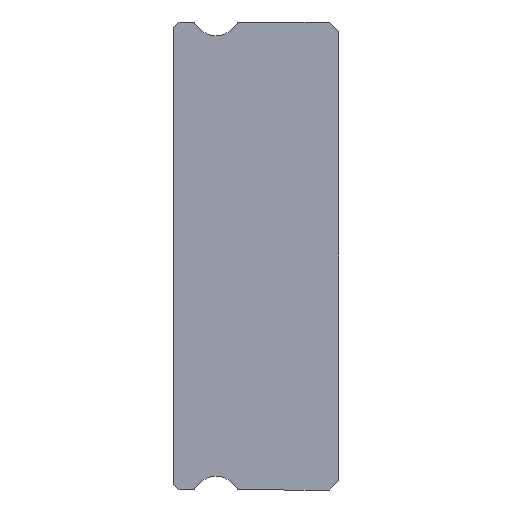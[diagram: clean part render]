
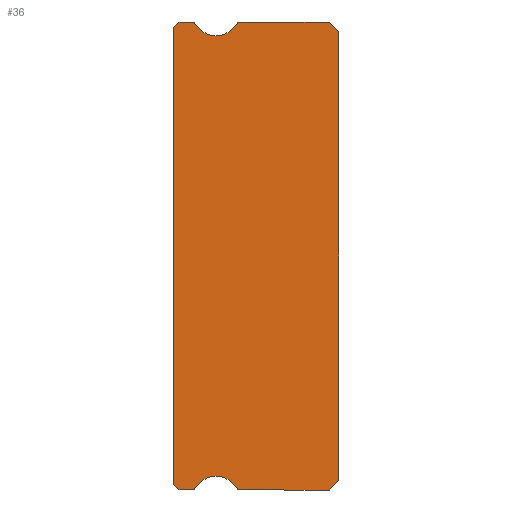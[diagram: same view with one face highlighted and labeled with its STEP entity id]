
A CAD part, left-side view. The second image highlights one B-rep face of the part: STEP entity #36.
In plain terms, the highlighted planar face has unit normal (-1, 0, 0).
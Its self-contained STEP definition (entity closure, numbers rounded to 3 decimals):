
#1 = CARTESIAN_POINT ( 'NONE',  ( -5., 8.2, 12. ) ) ;
#36 = ADVANCED_FACE ( 'NONE', ( #843 ), #751, .F. ) ;
#44 = CARTESIAN_POINT ( 'NONE',  ( -5., 7.383, -11.925 ) ) ;
#83 = DIRECTION ( 'NONE',  ( 1., 0., 0. ) ) ;
#88 = CARTESIAN_POINT ( 'NONE',  ( -5., 7.512, -12. ) ) ;
#89 = LINE ( 'NONE', #1, #263 ) ;
#95 = EDGE_CURVE ( 'NONE', #500, #223, #640, .T. ) ;
#101 = LINE ( 'NONE', #1051, #189 ) ;
#102 = EDGE_CURVE ( 'NONE', #687, #1120, #177, .T. ) ;
#112 = VERTEX_POINT ( 'NONE', #1076 ) ;
#118 = DIRECTION ( 'NONE',  ( 1., 0., 0. ) ) ;
#121 = CARTESIAN_POINT ( 'NONE',  ( -5., 7.383, 11.925 ) ) ;
#124 = VECTOR ( 'NONE', #431, 1000. ) ;
#134 = LINE ( 'NONE', #1113, #822 ) ;
#135 = ORIENTED_EDGE ( 'NONE', *, *, #95, .F. ) ;
#147 = DIRECTION ( 'NONE',  ( 1., 0., 0. ) ) ;
#153 = ORIENTED_EDGE ( 'NONE', *, *, #470, .F. ) ;
#157 = LINE ( 'NONE', #861, #1007 ) ;
#164 = CARTESIAN_POINT ( 'NONE',  ( -5., 0., 11.5 ) ) ;
#165 = CIRCLE ( 'NONE', #1013, 0.15 ) ;
#168 = ORIENTED_EDGE ( 'NONE', *, *, #926, .F. ) ;
#177 = CIRCLE ( 'NONE', #916, 0.15 ) ;
#181 = ORIENTED_EDGE ( 'NONE', *, *, #375, .F. ) ;
#183 = DIRECTION ( 'NONE',  ( 0., 0., -1. ) ) ;
#189 = VECTOR ( 'NONE', #1141, 1000. ) ;
#190 = CARTESIAN_POINT ( 'NONE',  ( -5., 7.512, -11.85 ) ) ;
#199 = CARTESIAN_POINT ( 'NONE',  ( -5., 8.2, -12. ) ) ;
#201 = EDGE_LOOP ( 'NONE', ( #135, #496, #942, #296, #153, #468, #866, #168, #503, #181, #252, #483, #995, #421, #408, #314, #987 ) ) ;
#205 = CARTESIAN_POINT ( 'NONE',  ( -5., 8.5, 11.7 ) ) ;
#211 = AXIS2_PLACEMENT_3D ( 'NONE', #884, #261, #710 ) ;
#220 = DIRECTION ( 'NONE',  ( 0., 0., -1. ) ) ;
#223 = VERTEX_POINT ( 'NONE', #205 ) ;
#224 = CARTESIAN_POINT ( 'NONE',  ( -5., 7.512, 12. ) ) ;
#227 = AXIS2_PLACEMENT_3D ( 'NONE', #808, #895, #553 ) ;
#233 = CARTESIAN_POINT ( 'NONE',  ( -5., 5.088, 12. ) ) ;
#236 = VERTEX_POINT ( 'NONE', #828 ) ;
#247 = CIRCLE ( 'NONE', #211, 1.25 ) ;
#251 = DIRECTION ( 'NONE',  ( 0., 0.707, -0.707 ) ) ;
#252 = ORIENTED_EDGE ( 'NONE', *, *, #815, .F. ) ;
#261 = DIRECTION ( 'NONE',  ( -1., 0., 0. ) ) ;
#263 = VECTOR ( 'NONE', #704, 1000. ) ;
#284 = EDGE_CURVE ( 'NONE', #846, #1050, #497, .T. ) ;
#293 = VERTEX_POINT ( 'NONE', #224 ) ;
#296 = ORIENTED_EDGE ( 'NONE', *, *, #102, .F. ) ;
#303 = VECTOR ( 'NONE', #251, 1000. ) ;
#314 = ORIENTED_EDGE ( 'NONE', *, *, #1011, .T. ) ;
#334 = VERTEX_POINT ( 'NONE', #233 ) ;
#339 = VERTEX_POINT ( 'NONE', #582 ) ;
#349 = CARTESIAN_POINT ( 'NONE',  ( -5., 0., -11.5 ) ) ;
#357 = AXIS2_PLACEMENT_3D ( 'NONE', #886, #1064, #875 ) ;
#366 = CARTESIAN_POINT ( 'NONE',  ( -5., 5.088, -11.85 ) ) ;
#370 = EDGE_CURVE ( 'NONE', #429, #334, #956, .T. ) ;
#375 = EDGE_CURVE ( 'NONE', #112, #655, #157, .T. ) ;
#392 = EDGE_CURVE ( 'NONE', #236, #655, #955, .T. ) ;
#395 = CARTESIAN_POINT ( 'NONE',  ( -5., 7.512, 11.85 ) ) ;
#408 = ORIENTED_EDGE ( 'NONE', *, *, #578, .F. ) ;
#421 = ORIENTED_EDGE ( 'NONE', *, *, #536, .F. ) ;
#429 = VERTEX_POINT ( 'NONE', #1055 ) ;
#431 = DIRECTION ( 'NONE',  ( 0., 0., 1. ) ) ;
#433 = EDGE_CURVE ( 'NONE', #1050, #538, #165, .T. ) ;
#448 = DIRECTION ( 'NONE',  ( 1., 0., 0. ) ) ;
#453 = LINE ( 'NONE', #801, #567 ) ;
#465 = EDGE_CURVE ( 'NONE', #624, #223, #453, .T. ) ;
#468 = ORIENTED_EDGE ( 'NONE', *, *, #433, .F. ) ;
#470 = EDGE_CURVE ( 'NONE', #538, #687, #247, .T. ) ;
#471 = CARTESIAN_POINT ( 'NONE',  ( -5., 8.5, 11.85 ) ) ;
#483 = ORIENTED_EDGE ( 'NONE', *, *, #370, .F. ) ;
#493 = AXIS2_PLACEMENT_3D ( 'NONE', #395, #147, #220 ) ;
#496 = ORIENTED_EDGE ( 'NONE', *, *, #600, .T. ) ;
#497 = LINE ( 'NONE', #1131, #516 ) ;
#500 = VERTEX_POINT ( 'NONE', #974 ) ;
#503 = ORIENTED_EDGE ( 'NONE', *, *, #392, .T. ) ;
#513 = VECTOR ( 'NONE', #532, 1000. ) ;
#516 = VECTOR ( 'NONE', #856, 1000. ) ;
#532 = DIRECTION ( 'NONE',  ( 0., -1., 0. ) ) ;
#533 = LINE ( 'NONE', #349, #303 ) ;
#535 = DIRECTION ( 'NONE',  ( 0., 0.707, -0.707 ) ) ;
#536 = EDGE_CURVE ( 'NONE', #727, #339, #697, .T. ) ;
#537 = DIRECTION ( 'NONE',  ( 0., 0., -1. ) ) ;
#538 = VERTEX_POINT ( 'NONE', #968 ) ;
#544 = CARTESIAN_POINT ( 'NONE',  ( -5., 8.2, 12. ) ) ;
#549 = EDGE_CURVE ( 'NONE', #1100, #1120, #629, .T. ) ;
#553 = DIRECTION ( 'NONE',  ( 0., 0., -1. ) ) ;
#567 = VECTOR ( 'NONE', #535, 1000. ) ;
#578 = EDGE_CURVE ( 'NONE', #293, #727, #748, .T. ) ;
#582 = CARTESIAN_POINT ( 'NONE',  ( -5., 6.3, 11.3 ) ) ;
#600 = EDGE_CURVE ( 'NONE', #500, #1100, #101, .T. ) ;
#624 = VERTEX_POINT ( 'NONE', #544 ) ;
#629 = LINE ( 'NONE', #88, #513 ) ;
#635 = EDGE_CURVE ( 'NONE', #339, #429, #730, .T. ) ;
#640 = LINE ( 'NONE', #471, #1105 ) ;
#655 = VERTEX_POINT ( 'NONE', #830 ) ;
#687 = VERTEX_POINT ( 'NONE', #44 ) ;
#688 = CARTESIAN_POINT ( 'NONE',  ( -5., 5.088, 11.85 ) ) ;
#697 = CIRCLE ( 'NONE', #357, 1.25 ) ;
#704 = DIRECTION ( 'NONE',  ( 0., 1., 0. ) ) ;
#710 = DIRECTION ( 'NONE',  ( 0., 0., -1. ) ) ;
#721 = CARTESIAN_POINT ( 'NONE',  ( -5., 7.512, 11.85 ) ) ;
#727 = VERTEX_POINT ( 'NONE', #121 ) ;
#730 = CIRCLE ( 'NONE', #227, 1.25 ) ;
#748 = CIRCLE ( 'NONE', #1046, 0.15 ) ;
#751 = PLANE ( 'NONE',  #493 ) ;
#801 = CARTESIAN_POINT ( 'NONE',  ( -5., 8.5, 11.7 ) ) ;
#808 = CARTESIAN_POINT ( 'NONE',  ( -5., 6.3, 12.55 ) ) ;
#815 = EDGE_CURVE ( 'NONE', #334, #112, #134, .T. ) ;
#822 = VECTOR ( 'NONE', #836, 1000. ) ;
#828 = CARTESIAN_POINT ( 'NONE',  ( -5., 0., -11.5 ) ) ;
#830 = CARTESIAN_POINT ( 'NONE',  ( -5., 0., 11.5 ) ) ;
#836 = DIRECTION ( 'NONE',  ( 0., -1., 0. ) ) ;
#843 = FACE_OUTER_BOUND ( 'NONE', #201, .T. ) ;
#846 = VERTEX_POINT ( 'NONE', #1108 ) ;
#856 = DIRECTION ( 'NONE',  ( 0., 1., 0. ) ) ;
#861 = CARTESIAN_POINT ( 'NONE',  ( -5., 0.5, 12. ) ) ;
#866 = ORIENTED_EDGE ( 'NONE', *, *, #284, .F. ) ;
#875 = DIRECTION ( 'NONE',  ( 0., 0., -1. ) ) ;
#884 = CARTESIAN_POINT ( 'NONE',  ( -5., 6.3, -12.55 ) ) ;
#886 = CARTESIAN_POINT ( 'NONE',  ( -5., 6.3, 12.55 ) ) ;
#895 = DIRECTION ( 'NONE',  ( -1., 0., 0. ) ) ;
#916 = AXIS2_PLACEMENT_3D ( 'NONE', #190, #118, #986 ) ;
#926 = EDGE_CURVE ( 'NONE', #236, #846, #533, .T. ) ;
#938 = DIRECTION ( 'NONE',  ( 1., 0., 0. ) ) ;
#942 = ORIENTED_EDGE ( 'NONE', *, *, #549, .T. ) ;
#955 = LINE ( 'NONE', #164, #124 ) ;
#956 = CIRCLE ( 'NONE', #1103, 0.15 ) ;
#968 = CARTESIAN_POINT ( 'NONE',  ( -5., 5.217, -11.925 ) ) ;
#974 = CARTESIAN_POINT ( 'NONE',  ( -5., 8.5, -11.7 ) ) ;
#979 = CARTESIAN_POINT ( 'NONE',  ( -5., 7.512, -12. ) ) ;
#982 = CARTESIAN_POINT ( 'NONE',  ( -5., 5.088, -12. ) ) ;
#986 = DIRECTION ( 'NONE',  ( 0., 0., -1. ) ) ;
#987 = ORIENTED_EDGE ( 'NONE', *, *, #465, .T. ) ;
#992 = DIRECTION ( 'NONE',  ( 0., 0., 1. ) ) ;
#995 = ORIENTED_EDGE ( 'NONE', *, *, #635, .F. ) ;
#1007 = VECTOR ( 'NONE', #1041, 1000. ) ;
#1011 = EDGE_CURVE ( 'NONE', #293, #624, #89, .T. ) ;
#1013 = AXIS2_PLACEMENT_3D ( 'NONE', #366, #448, #183 ) ;
#1041 = DIRECTION ( 'NONE',  ( 0., -0.707, -0.707 ) ) ;
#1046 = AXIS2_PLACEMENT_3D ( 'NONE', #721, #83, #537 ) ;
#1050 = VERTEX_POINT ( 'NONE', #982 ) ;
#1051 = CARTESIAN_POINT ( 'NONE',  ( -5., 8.2, -12. ) ) ;
#1055 = CARTESIAN_POINT ( 'NONE',  ( -5., 5.217, 11.925 ) ) ;
#1064 = DIRECTION ( 'NONE',  ( -1., 0., 0. ) ) ;
#1076 = CARTESIAN_POINT ( 'NONE',  ( -5., 0.5, 12. ) ) ;
#1100 = VERTEX_POINT ( 'NONE', #199 ) ;
#1103 = AXIS2_PLACEMENT_3D ( 'NONE', #688, #938, #1125 ) ;
#1105 = VECTOR ( 'NONE', #992, 1000. ) ;
#1108 = CARTESIAN_POINT ( 'NONE',  ( -5., 0.5, -12. ) ) ;
#1113 = CARTESIAN_POINT ( 'NONE',  ( -5., 7.512, 12. ) ) ;
#1120 = VERTEX_POINT ( 'NONE', #979 ) ;
#1125 = DIRECTION ( 'NONE',  ( 0., 0., -1. ) ) ;
#1131 = CARTESIAN_POINT ( 'NONE',  ( -5., 7.512, -12. ) ) ;
#1141 = DIRECTION ( 'NONE',  ( 0., -0.707, -0.707 ) ) ;
